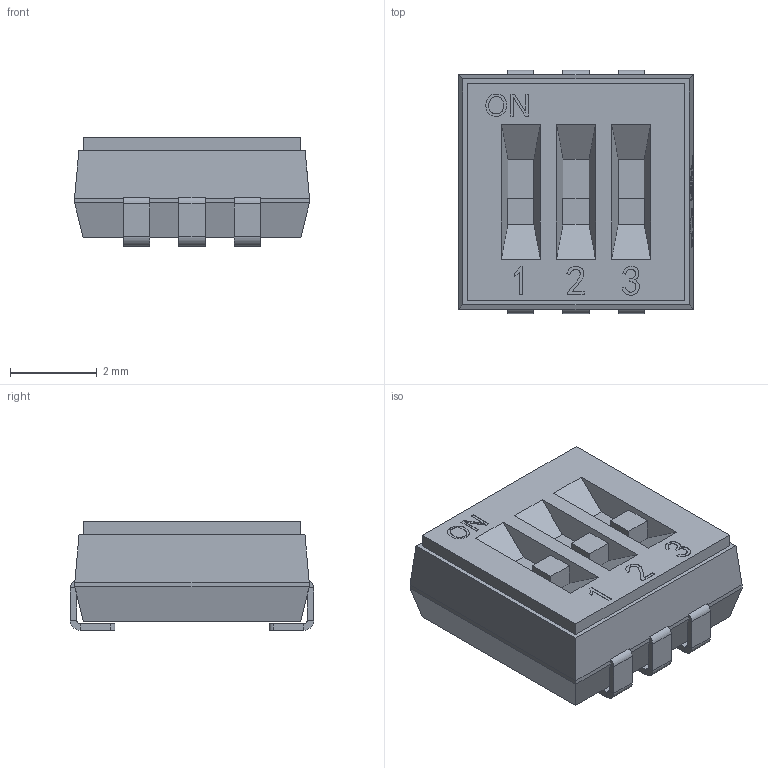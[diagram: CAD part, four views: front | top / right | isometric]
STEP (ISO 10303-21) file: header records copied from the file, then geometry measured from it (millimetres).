
FILE_DESCRIPTION (( 'STEP AP214' ), '1' );
FILE_NAME ('SW-SMD-THS103J.STEP', '2025-03-04T08:16:50', ( '' ), ( '' ), 'SwSTEP 2.0', 'SolidWorks 2025', '' );
FILE_SCHEMA (( 'AUTOMOTIVE_DESIGN' ));
Length unit declared in the file: millimetre
Products named in the file (2): SW-SMD-THS103J; COMPOUND
Assembly tree (1 placements, depth 2):
  SW-SMD-THS103J
    COMPOUND
Bounding box: 5.41 x 5.6 x 2.5 mm (x, y, z)
Volume: 62 mm3; surface area: 128 mm2
Topology: 4 solids, 4 shells, 442 faces, 1147 edges, 742 vertices
Faces by surface type: plane 293, bspline 119, cylinder 30
Entity records: 15675 total; most frequent: CARTESIAN_POINT 5582, ORIENTED_EDGE 2294, DIRECTION 1619, EDGE_CURVE 1147, VECTOR 845, LINE 845, VERTEX_POINT 742, EDGE_LOOP 471
